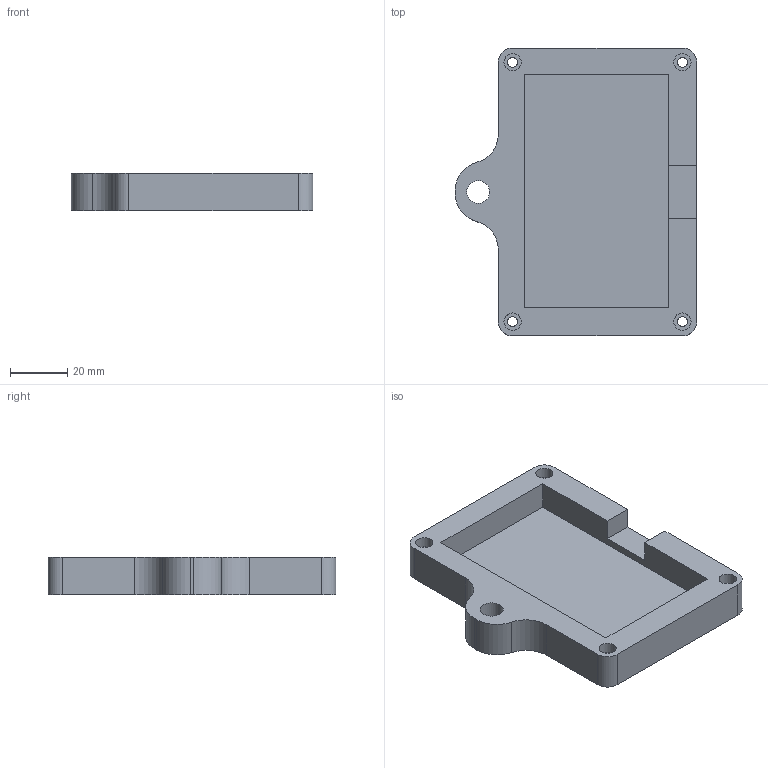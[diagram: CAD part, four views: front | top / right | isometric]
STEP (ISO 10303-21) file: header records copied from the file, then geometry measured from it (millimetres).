
FILE_DESCRIPTION(/* description */ ('STEP AP242','CAx-IF Rec.Pracs.---Representation and Presentation of Product Manufacturing Information (PMI)---4.0---2014-10-13','CAx-IF Rec.Pracs.---3D Tessellated Geometry---0.4---2014-09-14','2;1'),/* implementation_level */ '2;1');
FILE_NAME(/* name */ '67b20eb00bf0bd01676f42f5',/* time_stamp */ '2025-02-16T16:13:36Z',/* author */ (''),/* organization */ (''),/* preprocessor_version */ 'ST-DEVELOPER v20',/* originating_system */ 'ONSHAPE BY PTC INC, 1.193',/* authorisation */ ' ');
FILE_SCHEMA (('AP242_MANAGED_MODEL_BASED_3D_ENGINEERING_MIM_LF { 1 0 10303 442 1 1 4 }'));
Length unit declared in the file: metre
Products named in the file (5): Part 4; Part 1; Part 5; Part 2; Part 3
Bounding box: 84.26 x 100.41 x 13 mm (x, y, z)
Volume: 50428.9 mm3; surface area: 23667.9 mm2
Topology: 5 solids, 5 shells, 45 faces, 105 edges, 70 vertices
Faces by surface type: plane 24, cylinder 21
Full cylindrical faces by diameter (mm): 3.4 x4, 6 x8, 8 x1
Entity records: 1398 total; most frequent: DIRECTION 234, CARTESIAN_POINT 212, ORIENTED_EDGE 184, EDGE_CURVE 92, AXIS2_PLACEMENT_3D 92, EDGE_LOOP 76, FACE_BOUND 76, VERTEX_POINT 70
